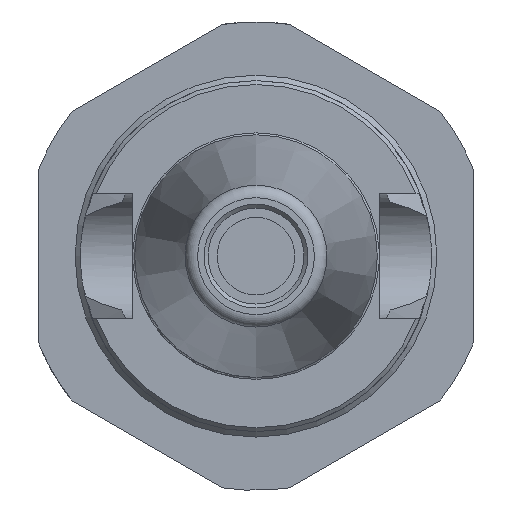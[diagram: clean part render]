
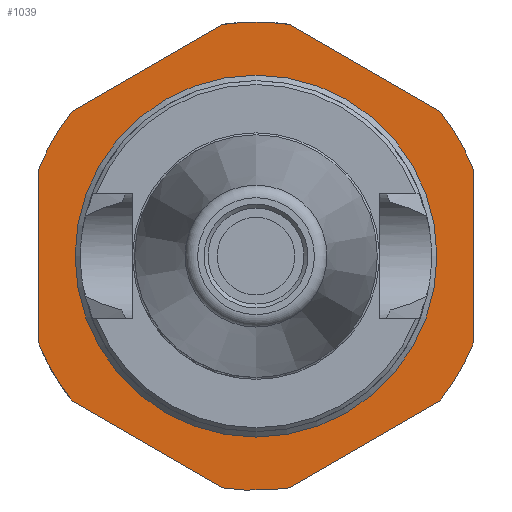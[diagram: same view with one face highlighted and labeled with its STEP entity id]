
A CAD part, left-side view. The second image highlights one B-rep face of the part: STEP entity #1039.
In plain terms, the highlighted planar face has unit normal (-1, 0, 0).
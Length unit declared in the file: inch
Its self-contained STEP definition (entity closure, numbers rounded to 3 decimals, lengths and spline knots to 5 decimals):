
#106=FACE_BOUND('',#307,.T.);
#113=LINE('',#1608,#178);
#114=LINE('',#1612,#179);
#115=LINE('',#1616,#180);
#116=LINE('',#1620,#181);
#117=LINE('',#1624,#182);
#118=LINE('',#1628,#183);
#178=VECTOR('',#1271,39.37008);
#179=VECTOR('',#1274,39.37008);
#180=VECTOR('',#1277,39.37008);
#181=VECTOR('',#1280,39.37008);
#182=VECTOR('',#1283,39.37008);
#183=VECTOR('',#1286,39.37008);
#244=FACE_OUTER_BOUND('',#306,.T.);
#306=EDGE_LOOP('',(#704,#705,#706,#707,#708,#709,#710,#711,#712,#713,#714,
#715));
#307=EDGE_LOOP('',(#716));
#375=CIRCLE('',#1129,1.206);
#376=CIRCLE('',#1130,1.206);
#377=CIRCLE('',#1131,1.206);
#378=CIRCLE('',#1132,1.206);
#379=CIRCLE('',#1133,1.206);
#380=CIRCLE('',#1134,1.206);
#381=CIRCLE('',#1135,0.932);
#443=VERTEX_POINT('',#1606);
#444=VERTEX_POINT('',#1607);
#445=VERTEX_POINT('',#1609);
#446=VERTEX_POINT('',#1611);
#447=VERTEX_POINT('',#1613);
#448=VERTEX_POINT('',#1615);
#449=VERTEX_POINT('',#1617);
#450=VERTEX_POINT('',#1619);
#451=VERTEX_POINT('',#1621);
#452=VERTEX_POINT('',#1623);
#453=VERTEX_POINT('',#1625);
#454=VERTEX_POINT('',#1627);
#455=VERTEX_POINT('',#1630);
#547=EDGE_CURVE('',#443,#444,#113,.T.);
#548=EDGE_CURVE('',#445,#444,#375,.T.);
#549=EDGE_CURVE('',#445,#446,#114,.T.);
#550=EDGE_CURVE('',#447,#446,#376,.T.);
#551=EDGE_CURVE('',#447,#448,#115,.T.);
#552=EDGE_CURVE('',#449,#448,#377,.T.);
#553=EDGE_CURVE('',#449,#450,#116,.T.);
#554=EDGE_CURVE('',#451,#450,#378,.T.);
#555=EDGE_CURVE('',#451,#452,#117,.T.);
#556=EDGE_CURVE('',#453,#452,#379,.T.);
#557=EDGE_CURVE('',#453,#454,#118,.T.);
#558=EDGE_CURVE('',#443,#454,#380,.T.);
#559=EDGE_CURVE('',#455,#455,#381,.T.);
#704=ORIENTED_EDGE('',*,*,#547,.T.);
#705=ORIENTED_EDGE('',*,*,#548,.F.);
#706=ORIENTED_EDGE('',*,*,#549,.T.);
#707=ORIENTED_EDGE('',*,*,#550,.F.);
#708=ORIENTED_EDGE('',*,*,#551,.T.);
#709=ORIENTED_EDGE('',*,*,#552,.F.);
#710=ORIENTED_EDGE('',*,*,#553,.T.);
#711=ORIENTED_EDGE('',*,*,#554,.F.);
#712=ORIENTED_EDGE('',*,*,#555,.T.);
#713=ORIENTED_EDGE('',*,*,#556,.F.);
#714=ORIENTED_EDGE('',*,*,#557,.T.);
#715=ORIENTED_EDGE('',*,*,#558,.F.);
#716=ORIENTED_EDGE('',*,*,#559,.F.);
#1018=PLANE('',#1128);
#1039=ADVANCED_FACE('',(#244,#106),#1018,.T.);
#1128=AXIS2_PLACEMENT_3D('',#1605,#1269,#1270);
#1129=AXIS2_PLACEMENT_3D('',#1610,#1272,#1273);
#1130=AXIS2_PLACEMENT_3D('',#1614,#1275,#1276);
#1131=AXIS2_PLACEMENT_3D('',#1618,#1278,#1279);
#1132=AXIS2_PLACEMENT_3D('',#1622,#1281,#1282);
#1133=AXIS2_PLACEMENT_3D('',#1626,#1284,#1285);
#1134=AXIS2_PLACEMENT_3D('',#1629,#1287,#1288);
#1135=AXIS2_PLACEMENT_3D('',#1631,#1289,#1290);
#1269=DIRECTION('center_axis',(-1.,0.,0.));
#1270=DIRECTION('ref_axis',(0.,0.,1.));
#1271=DIRECTION('',(0.,0.866,-0.5));
#1272=DIRECTION('center_axis',(1.,0.,0.));
#1273=DIRECTION('ref_axis',(0.,0.,1.));
#1274=DIRECTION('',(0.,0.,-1.));
#1275=DIRECTION('center_axis',(1.,0.,0.));
#1276=DIRECTION('ref_axis',(0.,0.,1.));
#1277=DIRECTION('',(0.,-0.866,-0.5));
#1278=DIRECTION('center_axis',(1.,0.,0.));
#1279=DIRECTION('ref_axis',(0.,0.,1.));
#1280=DIRECTION('',(0.,-0.866,0.5));
#1281=DIRECTION('center_axis',(1.,0.,0.));
#1282=DIRECTION('ref_axis',(0.,0.,1.));
#1283=DIRECTION('',(0.,0.,1.));
#1284=DIRECTION('center_axis',(1.,0.,0.));
#1285=DIRECTION('ref_axis',(0.,0.,1.));
#1286=DIRECTION('',(0.,0.866,0.5));
#1287=DIRECTION('center_axis',(1.,0.,0.));
#1288=DIRECTION('ref_axis',(0.,0.,1.));
#1289=DIRECTION('center_axis',(-1.,0.,0.));
#1290=DIRECTION('ref_axis',(0.,0.,-1.));
#1605=CARTESIAN_POINT('Origin',(1.663,0.,0.));
#1606=CARTESIAN_POINT('',(1.663,0.17267,1.19358));
#1607=CARTESIAN_POINT('',(1.663,0.94733,0.74632));
#1608=CARTESIAN_POINT('',(1.663,0.,1.29326));
#1609=CARTESIAN_POINT('',(1.663,1.12,0.44725));
#1610=CARTESIAN_POINT('Origin',(1.663,0.,0.));
#1611=CARTESIAN_POINT('',(1.663,1.12,-0.44725));
#1612=CARTESIAN_POINT('',(1.663,1.12,0.64663));
#1613=CARTESIAN_POINT('',(1.663,0.94733,-0.74632));
#1614=CARTESIAN_POINT('Origin',(1.663,0.,0.));
#1615=CARTESIAN_POINT('',(1.663,0.17267,-1.19358));
#1616=CARTESIAN_POINT('',(1.663,1.12,-0.64663));
#1617=CARTESIAN_POINT('',(1.663,-0.17267,-1.19358));
#1618=CARTESIAN_POINT('Origin',(1.663,0.,0.));
#1619=CARTESIAN_POINT('',(1.663,-0.94733,-0.74632));
#1620=CARTESIAN_POINT('',(1.663,0.,-1.29326));
#1621=CARTESIAN_POINT('',(1.663,-1.12,-0.44725));
#1622=CARTESIAN_POINT('Origin',(1.663,0.,0.));
#1623=CARTESIAN_POINT('',(1.663,-1.12,0.44725));
#1624=CARTESIAN_POINT('',(1.663,-1.12,-0.64663));
#1625=CARTESIAN_POINT('',(1.663,-0.94733,0.74632));
#1626=CARTESIAN_POINT('Origin',(1.663,0.,0.));
#1627=CARTESIAN_POINT('',(1.663,-0.17267,1.19358));
#1628=CARTESIAN_POINT('',(1.663,-1.12,0.64663));
#1629=CARTESIAN_POINT('Origin',(1.663,0.,0.));
#1630=CARTESIAN_POINT('',(1.663,0.,0.932));
#1631=CARTESIAN_POINT('Origin',(1.663,0.,0.));
